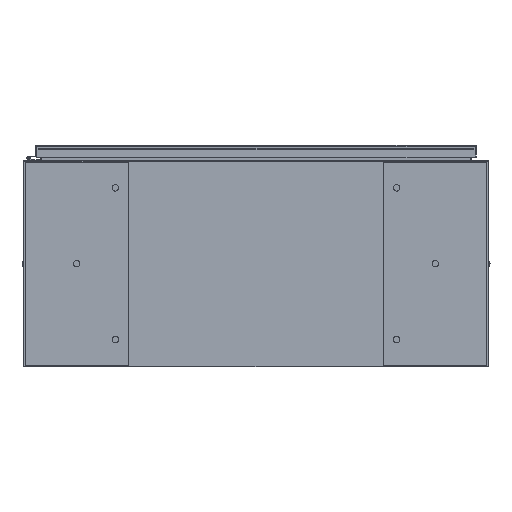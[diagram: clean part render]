
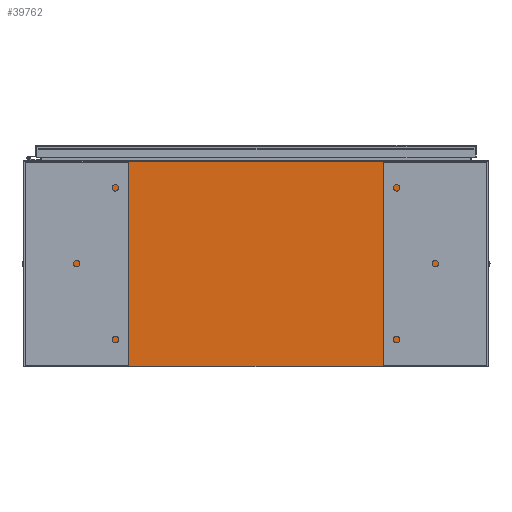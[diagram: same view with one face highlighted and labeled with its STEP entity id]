
A CAD part, front view. The second image highlights one B-rep face of the part: STEP entity #39762.
In plain terms, the highlighted face is planar.
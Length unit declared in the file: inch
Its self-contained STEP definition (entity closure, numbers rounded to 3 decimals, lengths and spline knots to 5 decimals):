
#518 = EDGE_CURVE ( 'NONE', #23267, #41823, #15683, .T. ) ;
#556 = VECTOR ( 'NONE', #26642, 39.37008 ) ;
#1035 = EDGE_CURVE ( 'NONE', #14964, #22604, #52243, .T. ) ;
#1845 = DIRECTION ( 'NONE',  ( 0., 0., 1. ) ) ;
#2210 = LINE ( 'NONE', #25179, #18879 ) ;
#3237 = EDGE_CURVE ( 'NONE', #11780, #50506, #2210, .T. ) ;
#3449 = CARTESIAN_POINT ( 'NONE',  ( 16.67455, 0., 7.9253 ) ) ;
#4048 = LINE ( 'NONE', #40124, #33030 ) ;
#6136 = LINE ( 'NONE', #42073, #50036 ) ;
#6983 = EDGE_CURVE ( 'NONE', #18866, #52602, #45901, .T. ) ;
#7023 = DIRECTION ( 'NONE',  ( -1., 0., 0. ) ) ;
#7154 = CARTESIAN_POINT ( 'NONE',  ( -16.6372, 0., 7.9123 ) ) ;
#7972 = FACE_OUTER_BOUND ( 'NONE', #11154, .T. ) ;
#8419 = ORIENTED_EDGE ( 'NONE', *, *, #1035, .F. ) ;
#8837 = VECTOR ( 'NONE', #13804, 39.37008 ) ;
#9132 = LINE ( 'NONE', #42655, #53064 ) ;
#9186 = EDGE_CURVE ( 'NONE', #22604, #42586, #13570, .T. ) ;
#11154 = EDGE_LOOP ( 'NONE', ( #48427, #35903, #11213, #19820, #53333, #14896, #8419, #37856, #30426, #51742, #26093, #22852 ) ) ;
#11213 = ORIENTED_EDGE ( 'NONE', *, *, #43989, .F. ) ;
#11780 = VERTEX_POINT ( 'NONE', #13337 ) ;
#11871 = AXIS2_PLACEMENT_3D ( 'NONE', #15280, #39535, #30178 ) ;
#13337 = CARTESIAN_POINT ( 'NONE',  ( 17.9253, 0., -7.9253 ) ) ;
#13570 = CIRCLE ( 'NONE', #11871, 0.01867 ) ;
#13594 = EDGE_CURVE ( 'NONE', #42586, #41823, #42512, .T. ) ;
#13804 = DIRECTION ( 'NONE',  ( 0., 0., -1. ) ) ;
#14818 = DIRECTION ( 'NONE',  ( 0., 1., 0. ) ) ;
#14896 = ORIENTED_EDGE ( 'NONE', *, *, #9186, .F. ) ;
#14964 = VERTEX_POINT ( 'NONE', #3449 ) ;
#15066 = VERTEX_POINT ( 'NONE', #47037 ) ;
#15280 = CARTESIAN_POINT ( 'NONE',  ( 16.65588, 0., 7.87495 ) ) ;
#15683 = LINE ( 'NONE', #7154, #36641 ) ;
#16201 = EDGE_CURVE ( 'NONE', #52602, #27670, #42031, .T. ) ;
#16825 = CARTESIAN_POINT ( 'NONE',  ( -16.67455, 0., 7.9253 ) ) ;
#17208 = DIRECTION ( 'NONE',  ( 0., 0., -1. ) ) ;
#17794 = DIRECTION ( 'NONE',  ( 0., 0., -1. ) ) ;
#18040 = DIRECTION ( 'NONE',  ( 0., 0., -1. ) ) ;
#18866 = VERTEX_POINT ( 'NONE', #43879 ) ;
#18870 = EDGE_CURVE ( 'NONE', #50506, #15066, #50465, .T. ) ;
#18879 = VECTOR ( 'NONE', #7023, 39.37008 ) ;
#19372 = CARTESIAN_POINT ( 'NONE',  ( 17.9253, 0., 7.9253 ) ) ;
#19465 = DIRECTION ( 'NONE',  ( 1., 0., 0. ) ) ;
#19820 = ORIENTED_EDGE ( 'NONE', *, *, #518, .T. ) ;
#20330 = DIRECTION ( 'NONE',  ( 1., 0., 0. ) ) ;
#21015 = CARTESIAN_POINT ( 'NONE',  ( -17.9253, 0., -7.9253 ) ) ;
#22519 = VECTOR ( 'NONE', #47755, 39.37008 ) ;
#22604 = VERTEX_POINT ( 'NONE', #52166 ) ;
#22852 = ORIENTED_EDGE ( 'NONE', *, *, #43610, .T. ) ;
#23267 = VERTEX_POINT ( 'NONE', #39817 ) ;
#23331 = VECTOR ( 'NONE', #1845, 39.37008 ) ;
#25179 = CARTESIAN_POINT ( 'NONE',  ( -17.9253, 0., -7.9253 ) ) ;
#26093 = ORIENTED_EDGE ( 'NONE', *, *, #18870, .T. ) ;
#26188 = CARTESIAN_POINT ( 'NONE',  ( 16.67455, 0., 0. ) ) ;
#26325 = DIRECTION ( 'NONE',  ( 1., 0., 0. ) ) ;
#26642 = DIRECTION ( 'NONE',  ( 0., 0., 1. ) ) ;
#27284 = AXIS2_PLACEMENT_3D ( 'NONE', #30339, #42915, #18040 ) ;
#27670 = VERTEX_POINT ( 'NONE', #16825 ) ;
#30178 = DIRECTION ( 'NONE',  ( 0., 0., -1. ) ) ;
#30339 = CARTESIAN_POINT ( 'NONE',  ( 0., 0., 0. ) ) ;
#30426 = ORIENTED_EDGE ( 'NONE', *, *, #39171, .T. ) ;
#30797 = CARTESIAN_POINT ( 'NONE',  ( -16.67455, 0., 7.87495 ) ) ;
#30843 = CARTESIAN_POINT ( 'NONE',  ( -16.67455, 0., 0. ) ) ;
#33030 = VECTOR ( 'NONE', #19465, 39.37008 ) ;
#35903 = ORIENTED_EDGE ( 'NONE', *, *, #6983, .F. ) ;
#36490 = CARTESIAN_POINT ( 'NONE',  ( 16.6372, 0., 0. ) ) ;
#36641 = VECTOR ( 'NONE', #26325, 39.37008 ) ;
#37430 = DIRECTION ( 'NONE',  ( 0., 0., -1. ) ) ;
#37856 = ORIENTED_EDGE ( 'NONE', *, *, #47310, .T. ) ;
#38040 = CARTESIAN_POINT ( 'NONE',  ( -17.9253, 0., 7.9253 ) ) ;
#38592 = VECTOR ( 'NONE', #20330, 39.37008 ) ;
#38670 = PLANE ( 'NONE',  #27284 ) ;
#39171 = EDGE_CURVE ( 'NONE', #52785, #11780, #6136, .T. ) ;
#39535 = DIRECTION ( 'NONE',  ( 0., 1., 0. ) ) ;
#39681 = AXIS2_PLACEMENT_3D ( 'NONE', #51865, #14818, #37430 ) ;
#39762 = ADVANCED_FACE ( 'NONE', ( #7972 ), #38670, .F. ) ;
#39817 = CARTESIAN_POINT ( 'NONE',  ( -16.6372, 0., 7.9123 ) ) ;
#40124 = CARTESIAN_POINT ( 'NONE',  ( -17.9253, 0., 7.9253 ) ) ;
#41050 = CARTESIAN_POINT ( 'NONE',  ( 16.6372, 0., 7.87495 ) ) ;
#41823 = VERTEX_POINT ( 'NONE', #42601 ) ;
#42031 = LINE ( 'NONE', #30843, #22519 ) ;
#42073 = CARTESIAN_POINT ( 'NONE',  ( 17.9253, 0., 7.9253 ) ) ;
#42512 = LINE ( 'NONE', #36490, #556 ) ;
#42586 = VERTEX_POINT ( 'NONE', #41050 ) ;
#42601 = CARTESIAN_POINT ( 'NONE',  ( 16.6372, 0., 7.9123 ) ) ;
#42655 = CARTESIAN_POINT ( 'NONE',  ( -16.6372, 0., 0. ) ) ;
#42915 = DIRECTION ( 'NONE',  ( 0., -1., 0. ) ) ;
#43610 = EDGE_CURVE ( 'NONE', #15066, #27670, #4048, .T. ) ;
#43879 = CARTESIAN_POINT ( 'NONE',  ( -16.6372, 0., 7.87495 ) ) ;
#43989 = EDGE_CURVE ( 'NONE', #23267, #18866, #9132, .T. ) ;
#45901 = CIRCLE ( 'NONE', #39681, 0.01867 ) ;
#47037 = CARTESIAN_POINT ( 'NONE',  ( -17.9253, 0., 7.9253 ) ) ;
#47310 = EDGE_CURVE ( 'NONE', #14964, #52785, #49558, .T. ) ;
#47755 = DIRECTION ( 'NONE',  ( 0., 0., 1. ) ) ;
#48427 = ORIENTED_EDGE ( 'NONE', *, *, #16201, .F. ) ;
#49103 = CARTESIAN_POINT ( 'NONE',  ( -17.9253, 0., 7.9253 ) ) ;
#49558 = LINE ( 'NONE', #49103, #38592 ) ;
#50036 = VECTOR ( 'NONE', #17208, 39.37008 ) ;
#50465 = LINE ( 'NONE', #38040, #23331 ) ;
#50506 = VERTEX_POINT ( 'NONE', #21015 ) ;
#51742 = ORIENTED_EDGE ( 'NONE', *, *, #3237, .T. ) ;
#51865 = CARTESIAN_POINT ( 'NONE',  ( -16.65588, 0., 7.87495 ) ) ;
#52166 = CARTESIAN_POINT ( 'NONE',  ( 16.67455, 0., 7.87495 ) ) ;
#52243 = LINE ( 'NONE', #26188, #8837 ) ;
#52602 = VERTEX_POINT ( 'NONE', #30797 ) ;
#52785 = VERTEX_POINT ( 'NONE', #19372 ) ;
#53064 = VECTOR ( 'NONE', #17794, 39.37008 ) ;
#53333 = ORIENTED_EDGE ( 'NONE', *, *, #13594, .F. ) ;
